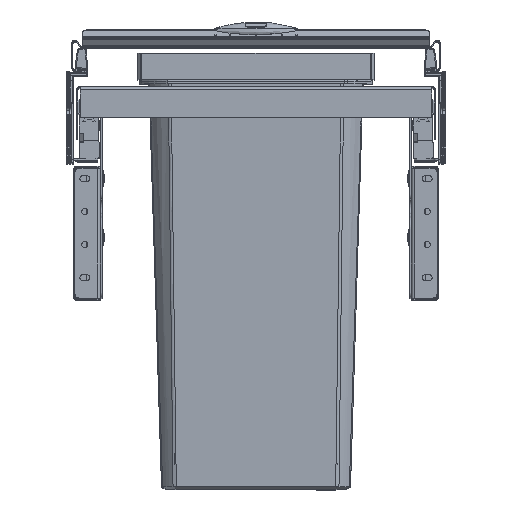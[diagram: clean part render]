
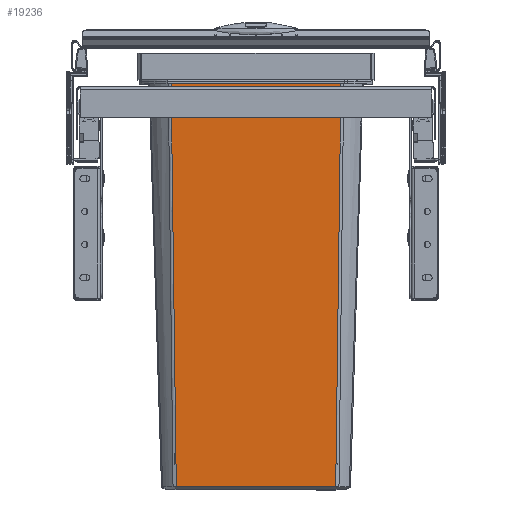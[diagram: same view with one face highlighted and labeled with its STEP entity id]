
A CAD part, top view. The second image highlights one B-rep face of the part: STEP entity #19236.
In plain terms, the highlighted planar face has unit normal (0, -0.031, 1).
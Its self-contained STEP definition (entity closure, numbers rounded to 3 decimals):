
#3718=EDGE_CURVE('9833',#7673,#7670,#7674,.T.);
#3770=EDGE_CURVE('9781',#7670,#7741,#7744,.T.);
#3772=EDGE_CURVE('9817',#7746,#7741,#7747,.T.);
#3774=EDGE_CURVE('9786',#7673,#7746,#7749,.T.);
#7670=VERTEX_POINT('',#18185);
#7673=VERTEX_POINT('',#18196);
#7674=LINE('',#18197,#18198);
#7741=VERTEX_POINT('',#18390);
#7744=B_SPLINE_CURVE_WITH_KNOTS('',3,(#18399,#18400,#18401,#18402,#18403,#18404),.UNSPECIFIED.,.F.,.F.,(4,1,1,4),(0.0,0.333,0.667,1.0),.UNSPECIFIED.);
#7746=VERTEX_POINT('',#18407);
#7747=LINE('',#18408,#18409);
#7749=B_SPLINE_CURVE_WITH_KNOTS('',3,(#18412,#18413,#18414,#18415,#18416,#18417),.UNSPECIFIED.,.F.,.F.,(4,1,1,4),(0.0,0.333,0.667,1.0),.UNSPECIFIED.);
#18185=CARTESIAN_POINT('',(-82.429,12.55,-16.429));
#18196=CARTESIAN_POINT('',(82.429,12.55,-16.429));
#18197=CARTESIAN_POINT('',(82.429,12.55,-16.429));
#18198=VECTOR('',#31648,164.857);
#18390=CARTESIAN_POINT('',(-77.274,-387.579,-28.901));
#18399=CARTESIAN_POINT('',(-82.429,12.55,-16.429));
#18400=CARTESIAN_POINT('',(-81.817,-35.558,-17.928));
#18401=CARTESIAN_POINT('',(-80.621,-129.334,-20.851));
#18402=CARTESIAN_POINT('',(-78.915,-262.06,-24.989));
#18403=CARTESIAN_POINT('',(-77.815,-346.484,-27.62));
#18404=CARTESIAN_POINT('',(-77.274,-387.579,-28.901));
#18407=CARTESIAN_POINT('',(77.274,-387.579,-28.901));
#18408=CARTESIAN_POINT('',(77.274,-387.579,-28.901));
#18409=VECTOR('',#31660,154.548);
#18412=CARTESIAN_POINT('',(82.429,12.55,-16.429));
#18413=CARTESIAN_POINT('',(81.817,-35.558,-17.928));
#18414=CARTESIAN_POINT('',(80.621,-129.335,-20.851));
#18415=CARTESIAN_POINT('',(78.915,-262.06,-24.989));
#18416=CARTESIAN_POINT('',(77.815,-346.484,-27.62));
#18417=CARTESIAN_POINT('',(77.274,-387.579,-28.901));
#19236=ADVANCED_FACE('7138',(#32014),#32015,.T.);
#31648=DIRECTION('',(-1.0,0.0,0.0));
#31660=DIRECTION('',(-1.0,0.,0.0));
#32014=FACE_OUTER_BOUND('',#43007,.T.);
#32015=PLANE('',#43008);
#43007=EDGE_LOOP('',(#75811,#75812,#75813,#75814));
#43008=AXIS2_PLACEMENT_3D('',#75815,#75816,#75817);
#75811=ORIENTED_EDGE('',*,*,#3772,.F.);
#75812=ORIENTED_EDGE('',*,*,#3774,.F.);
#75813=ORIENTED_EDGE('',*,*,#3718,.T.);
#75814=ORIENTED_EDGE('',*,*,#3770,.T.);
#75815=CARTESIAN_POINT('',(0.,-177.719,-22.36));
#75816=DIRECTION('',(0.0,-0.031,1.));
#75817=DIRECTION('',(1.0,0.0,0.0));
